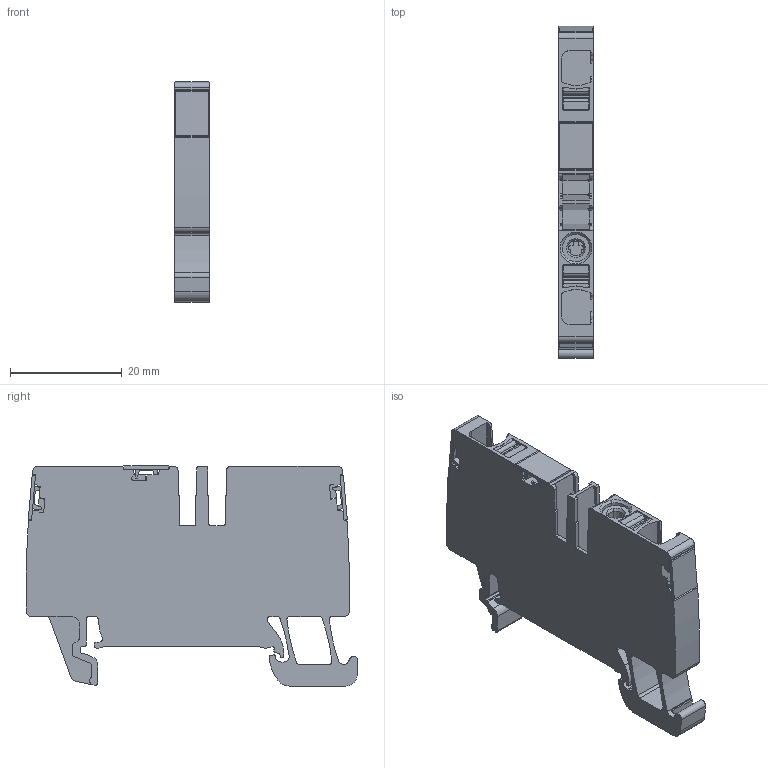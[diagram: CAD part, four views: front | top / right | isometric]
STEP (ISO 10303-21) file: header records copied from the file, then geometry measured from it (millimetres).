
FILE_DESCRIPTION(('CATIA V5 STEP Exchange','CAx-IF Rec.Pracs.--- Model Styling and Organization---1.4--- 2014-01-23'),'2;1');
FILE_NAME ('1333509-1_0', '2021-03-11T11:11:43+00:00', ('none'), ('Weidmueller'), 'CATIA Version 5-6 Release 2016 SP3 HF44', 'CATIA V5 STEP AP214', 'none');
FILE_SCHEMA(('AUTOMOTIVE_DESIGN { 1 0 10303 214 1 1 1 1 }'));
Length unit declared in the file: millimetre
Products named in the file (1): 2799170000
Bounding box: 6.1 x 59.49 x 39.45 mm (x, y, z)
Volume: 9579.4 mm3; surface area: 6942.7 mm2
Topology: 6 solids, 6 shells, 522 faces, 1528 edges, 1028 vertices
Faces by surface type: plane 291, cylinder 191, extrusion 36, cone 4
Entity records: 17253 total; most frequent: CARTESIAN_POINT 3711, ORIENTED_EDGE 3056, DIRECTION 2288, EDGE_CURVE 1528, VECTOR 1080, LINE 1044, VERTEX_POINT 1028, AXIS2_PLACEMENT_3D 801
